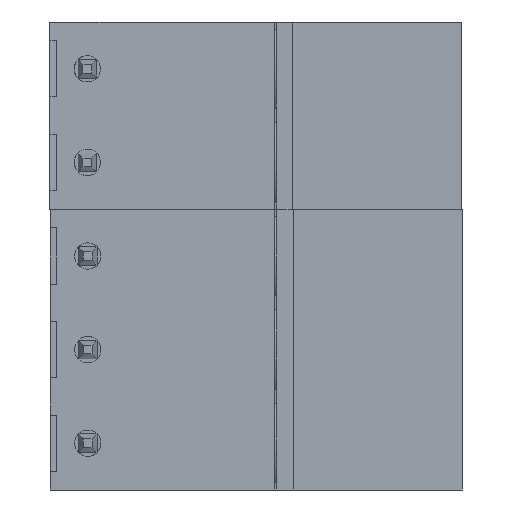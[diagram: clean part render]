
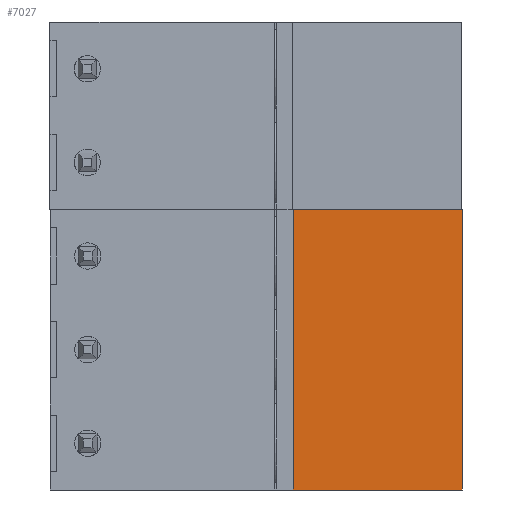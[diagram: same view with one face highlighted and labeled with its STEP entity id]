
A CAD part, front view. The second image highlights one B-rep face of the part: STEP entity #7027.
In plain terms, the highlighted planar face has unit normal (0, -1, 0).
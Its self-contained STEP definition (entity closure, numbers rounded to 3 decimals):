
#21 = DIRECTION ( 'NONE',  ( 0., -1., 0. ) ) ;
#304 = CARTESIAN_POINT ( 'NONE',  ( 3.044, -0.594, -2.679 ) ) ;
#495 = CARTESIAN_POINT ( 'NONE',  ( 3.044, -0.594, -2.679 ) ) ;
#1696 = LINE ( 'NONE', #495, #20666 ) ;
#2197 = CARTESIAN_POINT ( 'NONE',  ( 12.074, -0.594, -15.179 ) ) ;
#2728 = VERTEX_POINT ( 'NONE', #8361 ) ;
#3369 = CARTESIAN_POINT ( 'NONE',  ( 3.044, -0.594, -0.179 ) ) ;
#3496 = DIRECTION ( 'NONE',  ( -1., 0., 0. ) ) ;
#5100 = CARTESIAN_POINT ( 'NONE',  ( 12.074, -0.594, -7.679 ) ) ;
#5546 = LINE ( 'NONE', #3369, #15675 ) ;
#5956 = DIRECTION ( 'NONE',  ( 0., 0., -1. ) ) ;
#6490 = EDGE_CURVE ( 'NONE', #8550, #7558, #7493, .T. ) ;
#6552 = CARTESIAN_POINT ( 'NONE',  ( 3.044, -0.594, -15.179 ) ) ;
#6950 = VECTOR ( 'NONE', #13310, 1000. ) ;
#7027 = ADVANCED_FACE ( 'NONE', ( #15737 ), #18352, .T. ) ;
#7493 = LINE ( 'NONE', #16529, #6950 ) ;
#7558 = VERTEX_POINT ( 'NONE', #2197 ) ;
#8361 = CARTESIAN_POINT ( 'NONE',  ( 12.074, -0.594, -0.179 ) ) ;
#8550 = VERTEX_POINT ( 'NONE', #6552 ) ;
#9914 = EDGE_CURVE ( 'NONE', #2728, #7558, #17686, .T. ) ;
#10066 = AXIS2_PLACEMENT_3D ( 'NONE', #304, #21, #13322 ) ;
#10559 = ORIENTED_EDGE ( 'NONE', *, *, #6490, .T. ) ;
#10989 = VECTOR ( 'NONE', #11699, 1000. ) ;
#11025 = EDGE_LOOP ( 'NONE', ( #14133, #10559, #21220, #17929 ) ) ;
#11699 = DIRECTION ( 'NONE',  ( 0., 0., -1. ) ) ;
#13310 = DIRECTION ( 'NONE',  ( 1., 0., 0. ) ) ;
#13322 = DIRECTION ( 'NONE',  ( 0., 0., -1. ) ) ;
#14133 = ORIENTED_EDGE ( 'NONE', *, *, #21094, .T. ) ;
#15281 = EDGE_CURVE ( 'NONE', #2728, #20186, #5546, .T. ) ;
#15675 = VECTOR ( 'NONE', #3496, 1000. ) ;
#15737 = FACE_OUTER_BOUND ( 'NONE', #11025, .T. ) ;
#16529 = CARTESIAN_POINT ( 'NONE',  ( -46.453, -0.594, -15.179 ) ) ;
#17686 = LINE ( 'NONE', #5100, #10989 ) ;
#17929 = ORIENTED_EDGE ( 'NONE', *, *, #15281, .T. ) ;
#18352 = PLANE ( 'NONE',  #10066 ) ;
#20186 = VERTEX_POINT ( 'NONE', #20303 ) ;
#20303 = CARTESIAN_POINT ( 'NONE',  ( 3.044, -0.594, -0.179 ) ) ;
#20666 = VECTOR ( 'NONE', #5956, 1000. ) ;
#21094 = EDGE_CURVE ( 'NONE', #20186, #8550, #1696, .T. ) ;
#21220 = ORIENTED_EDGE ( 'NONE', *, *, #9914, .F. ) ;
